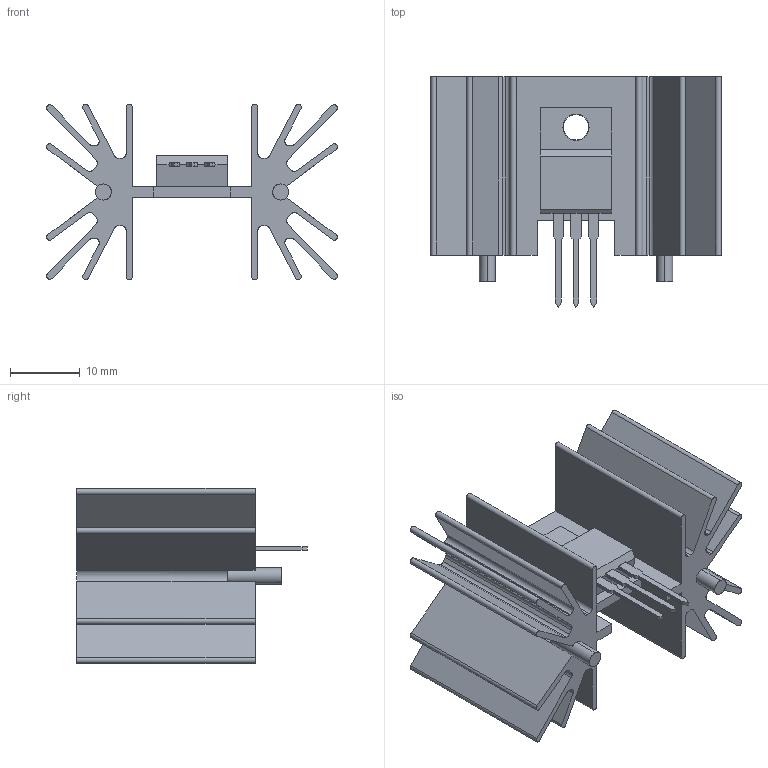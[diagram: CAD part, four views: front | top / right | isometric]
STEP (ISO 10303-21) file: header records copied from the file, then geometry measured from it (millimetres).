
FILE_DESCRIPTION(('FreeCAD Model'),'2;1');
FILE_NAME('Open CASCADE Shape Model','2023-02-05T01:50:47',(''),(''), 'Open CASCADE STEP processor 7.6','FreeCAD','Unknown');
FILE_SCHEMA(('AUTOMOTIVE_DESIGN { 1 0 10303 214 1 1 1 1 }'));
Length unit declared in the file: millimetre
Products named in the file (3): to_220_3whs; hs_001; TO-220-3_Vertical_001
Assembly tree (2 placements, depth 2):
  to_220_3whs
    hs_001
    TO-220-3_Vertical_001
Bounding box: 41.6 x 32.95 x 25.13 mm (x, y, z)
Volume: 7037.1 mm3; surface area: 9982.3 mm2
Topology: 2 solids, 2 shells, 167 faces, 489 edges, 326 vertices
Faces by surface type: plane 104, cylinder 63
Full cylindrical faces by diameter (mm): 3.735 x1
Entity records: 17510 total; most frequent: CARTESIAN_POINT 7148, DIRECTION 1472, LINE 1092, VECTOR 1092, ORIENTED_EDGE 978, PCURVE 978, DEFINITIONAL_REPRESENTATION 978, EDGE_CURVE 489
